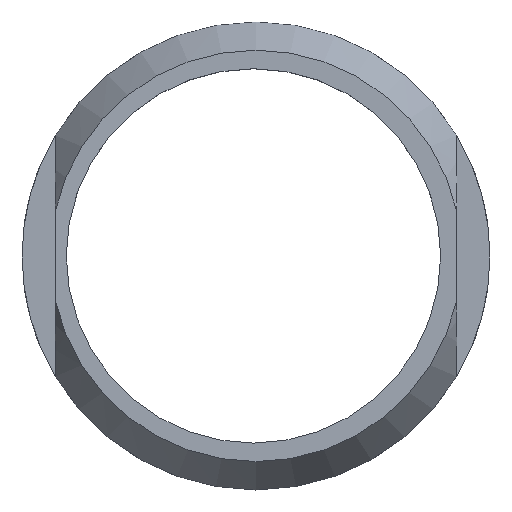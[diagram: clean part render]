
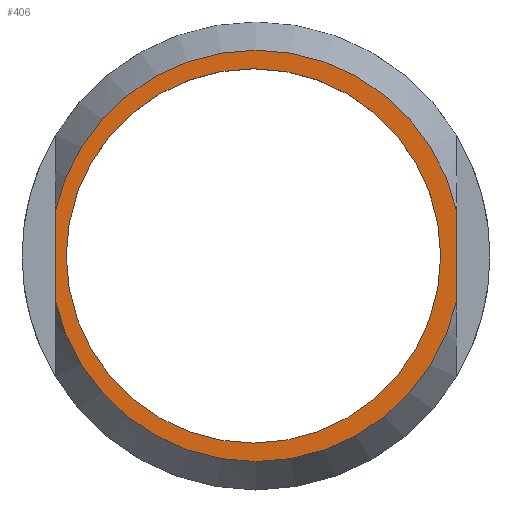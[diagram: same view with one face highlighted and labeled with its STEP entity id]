
A CAD part, top view. The second image highlights one B-rep face of the part: STEP entity #406.
In plain terms, the highlighted planar face has unit normal (0, 0, 1).
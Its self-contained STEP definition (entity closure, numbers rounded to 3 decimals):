
#132=CARTESIAN_POINT('',(8.287,0.,11.5));
#133=VERTEX_POINT('',#132);
#149=CARTESIAN_POINT('',(-8.515,0.,11.5));
#150=VERTEX_POINT('',#149);
#157=CARTESIAN_POINT('',(-0.114,0.,11.5));
#158=DIRECTION('',(0.0,0.0,-1.0));
#159=DIRECTION('',(1.0,0.0,0.0));
#160=AXIS2_PLACEMENT_3D('',#157,#158,#159);
#161=CIRCLE('',#160,8.401);
#162=EDGE_CURVE('',#133,#150,#161,.T.);
#173=CARTESIAN_POINT('',(-0.114,0.,11.5));
#174=DIRECTION('',(0.0,0.0,-1.0));
#175=DIRECTION('',(1.0,0.0,0.0));
#176=AXIS2_PLACEMENT_3D('',#173,#174,#175);
#177=CIRCLE('',#176,8.401);
#178=EDGE_CURVE('',#150,#133,#177,.T.);
#196=CARTESIAN_POINT('',(9.,2.048,11.5));
#197=VERTEX_POINT('',#196);
#213=CARTESIAN_POINT('',(9.,-2.048,11.5));
#214=VERTEX_POINT('',#213);
#215=CARTESIAN_POINT('',(9.,-2.048,11.5));
#216=DIRECTION('',(0.,1.0,0.0));
#217=VECTOR('',#216,4.095);
#218=LINE('',#215,#217);
#219=EDGE_CURVE('',#214,#197,#218,.T.);
#267=CARTESIAN_POINT('',(-9.,2.048,11.5));
#268=VERTEX_POINT('',#267);
#288=CARTESIAN_POINT('',(-9.,-2.048,11.5));
#289=VERTEX_POINT('',#288);
#303=CARTESIAN_POINT('',(-9.,2.048,11.5));
#304=DIRECTION('',(0.,-1.0,0.0));
#305=VECTOR('',#304,4.095);
#306=LINE('',#303,#305);
#307=EDGE_CURVE('',#268,#289,#306,.T.);
#335=CARTESIAN_POINT('',(0.,0.,11.5));
#336=DIRECTION('',(0.0,0.0,-1.0));
#337=DIRECTION('',(-1.0,0.0,0.0));
#338=AXIS2_PLACEMENT_3D('',#335,#336,#337);
#339=CIRCLE('',#338,9.23);
#340=EDGE_CURVE('',#214,#289,#339,.T.);
#361=CARTESIAN_POINT('',(0.,0.,11.5));
#362=DIRECTION('',(0.0,0.0,-1.0));
#363=DIRECTION('',(-1.0,0.0,0.0));
#364=AXIS2_PLACEMENT_3D('',#361,#362,#363);
#365=CIRCLE('',#364,9.23);
#366=EDGE_CURVE('',#268,#197,#365,.T.);
#391=CARTESIAN_POINT('',(0.,0.,11.5));
#392=DIRECTION('',(0.0,0.0,1.0));
#393=DIRECTION('',(1.0,0.0,0.0));
#394=AXIS2_PLACEMENT_3D('',#391,#392,#393);
#395=PLANE('',#394);
#396=ORIENTED_EDGE('',*,*,#219,.T.);
#397=ORIENTED_EDGE('',*,*,#366,.F.);
#398=ORIENTED_EDGE('',*,*,#307,.T.);
#399=ORIENTED_EDGE('',*,*,#340,.F.);
#400=EDGE_LOOP('',(#396,#397,#398,#399));
#401=FACE_OUTER_BOUND('',#400,.T.);
#402=ORIENTED_EDGE('',*,*,#178,.T.);
#403=ORIENTED_EDGE('',*,*,#162,.T.);
#404=EDGE_LOOP('',(#402,#403));
#405=FACE_BOUND('',#404,.T.);
#406=ADVANCED_FACE('',(#401,#405),#395,.T.);
